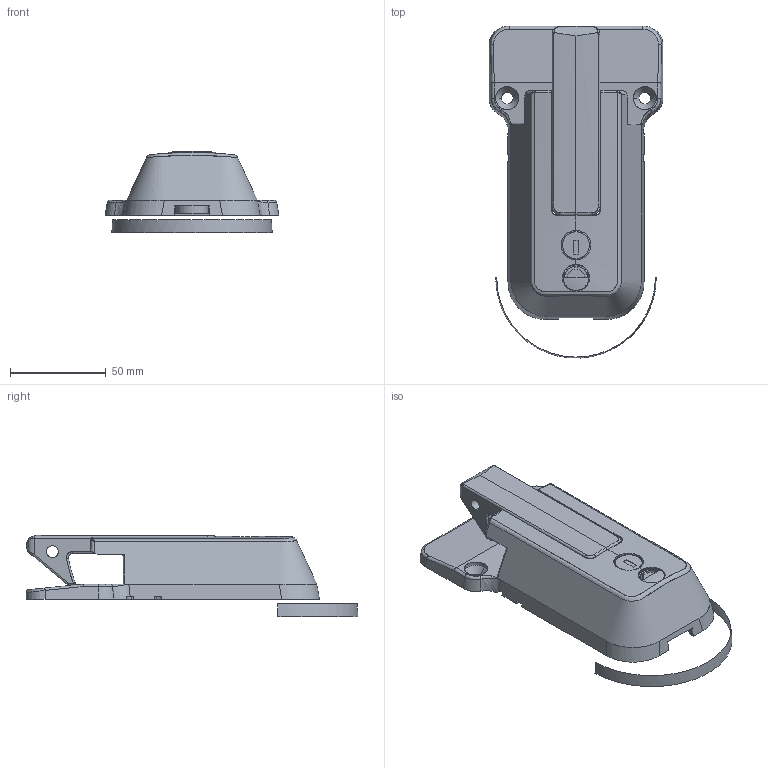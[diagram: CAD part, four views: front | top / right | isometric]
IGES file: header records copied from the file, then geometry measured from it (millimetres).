
Start section: SolidWorks IGES file using analytic representation for surfaces
Global section: file name: FA-1810-C-2M.IGS,15; native system: HSolidWorks 2014; preprocessor: SolidWorks 2014; author: 1337yo; date: 190910.153745; units: millimetre
Bounding box: 91 x 173.75 x 42.42 mm (x, y, z)
Surface area: 68703.7 mm2 (no closed solid volume)
Topology: 0 solids, 0 shells, 784 faces, 9381 edges, 9356 vertices
Faces by surface type: bspline 442, revolution 342
